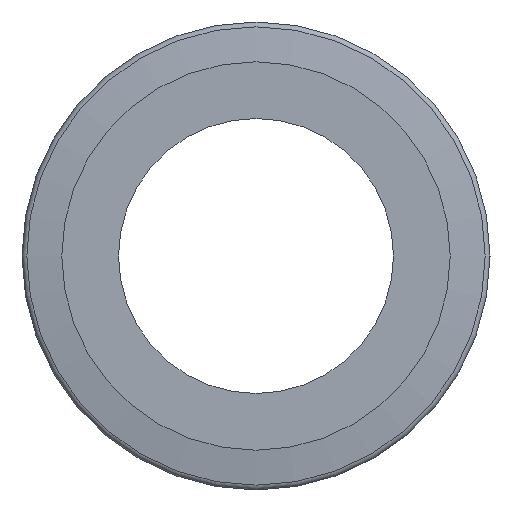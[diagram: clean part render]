
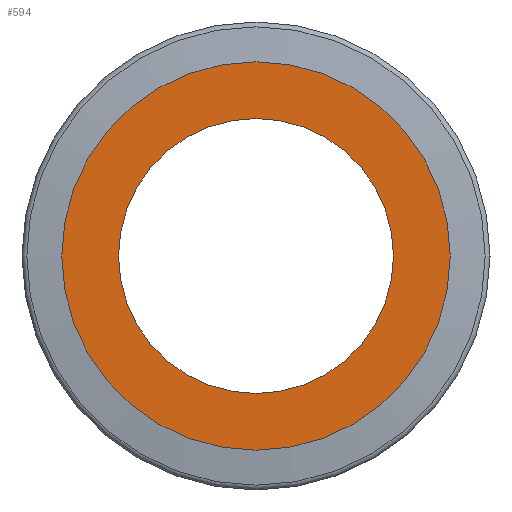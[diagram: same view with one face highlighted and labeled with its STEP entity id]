
A CAD part, left-side view. The second image highlights one B-rep face of the part: STEP entity #594.
In plain terms, the highlighted planar face has unit normal (-1, 0, 0).
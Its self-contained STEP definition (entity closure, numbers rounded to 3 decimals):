
#67=PLANE($,#688);
#123=FACE_BOUND($,#240,.T.);
#160=FACE_OUTER_BOUND($,#239,.T.);
#239=EDGE_LOOP($,(#491));
#240=EDGE_LOOP($,(#492));
#293=CIRCLE($,#679,16.6);
#294=CIRCLE($,#681,11.75);
#335=VERTEX_POINT($,#1019);
#336=VERTEX_POINT($,#1022);
#383=EDGE_CURVE($,#335,#335,#293,.T.);
#384=EDGE_CURVE($,#336,#336,#294,.T.);
#491=ORIENTED_EDGE($,*,*,#383,.F.);
#492=ORIENTED_EDGE($,*,*,#384,.T.);
#594=ADVANCED_FACE($,(#160,#123),#67,.T.);
#679=AXIS2_PLACEMENT_3D($,#1020,#841,#842);
#681=AXIS2_PLACEMENT_3D($,#1023,#845,#846);
#688=AXIS2_PLACEMENT_3D($,#1036,#865,#866);
#841=DIRECTION('center_axis',(1.,0.,0.));
#842=DIRECTION('ref_axis',(0.,1.,0.));
#845=DIRECTION('center_axis',(1.,0.,0.));
#846=DIRECTION('ref_axis',(0.,1.,0.));
#865=DIRECTION('center_axis',(-1.,0.,0.));
#866=DIRECTION('ref_axis',(0.,0.,-1.));
#1019=CARTESIAN_POINT('',(-11.421,-7.618,0.));
#1020=CARTESIAN_POINT('Origin',(-11.421,8.982,0.));
#1022=CARTESIAN_POINT('',(-11.421,-2.768,0.));
#1023=CARTESIAN_POINT('Origin',(-11.421,8.982,0.));
#1036=CARTESIAN_POINT('Origin',(-11.421,23.032,0.));
